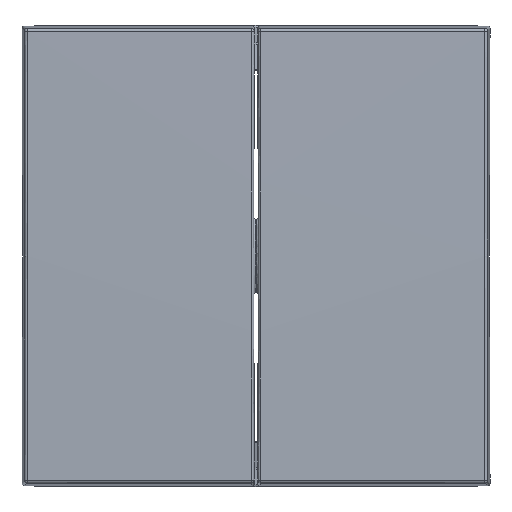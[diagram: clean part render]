
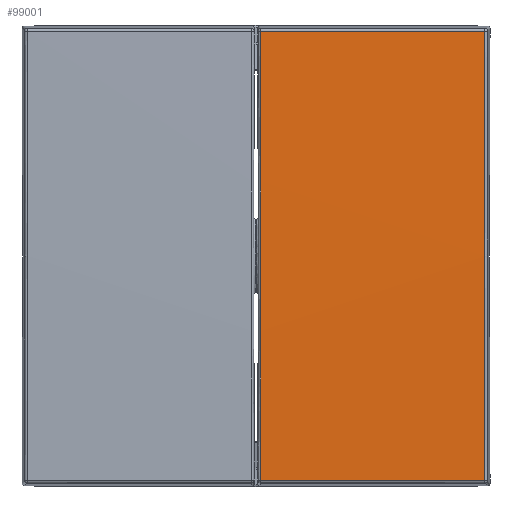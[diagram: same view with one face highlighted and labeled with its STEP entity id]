
A CAD part, top view. The second image highlights one B-rep face of the part: STEP entity #99001.
In plain terms, the highlighted cylindrical face has radius 1600 mm (diameter 3200 mm), a partial arc.
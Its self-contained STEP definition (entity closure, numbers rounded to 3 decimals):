
#75075=DIRECTION('',(1.,-0.011,0.));
#75076=VECTOR('',#75075,26.642);
#75077=CARTESIAN_POINT('',(0.565,8.004,
-26.695));
#75078=LINE('70821',#75077,#75076);
#75079=CARTESIAN_POINT('',(27.205,7.716,
-26.707));
#75080=CARTESIAN_POINT('',(27.203,7.776,
-23.124));
#75081=CARTESIAN_POINT('',(27.199,7.871,
-16.006));
#75082=CARTESIAN_POINT('',(27.196,7.94,
-5.743));
#75083=CARTESIAN_POINT('',(27.196,7.944,4.912));
#75084=CARTESIAN_POINT('',(27.199,7.874,15.785));
#75085=CARTESIAN_POINT('',(27.203,7.777,23.056));
#75086=CARTESIAN_POINT('',(27.205,7.716,26.707));
#75088=DIRECTION('',(-1.,0.011,0.));
#75089=VECTOR('',#75088,26.642);
#75090=CARTESIAN_POINT('',(27.205,7.716,26.707));
#75091=LINE('70827',#75090,#75089);
#75092=CARTESIAN_POINT('',(-16.697,-1591.68,0.));
#75093=DIRECTION('',(-1.,0.011,0.));
#75094=DIRECTION('',(0.011,1.,0.017));
#75095=AXIS2_PLACEMENT_3D('',#75092,#75093,#75094);
#83243=CARTESIAN_POINT('',(0.565,8.004,
-26.695));
#83244=CARTESIAN_POINT('',(27.205,7.716,
-26.707));
#83245=VERTEX_POINT('',#83243);
#83246=VERTEX_POINT('',#83244);
#83250=VERTEX_POINT('',#75086);
#83255=CARTESIAN_POINT('',(0.565,8.004,
26.695));
#83256=VERTEX_POINT('',#83255);
#98989=CARTESIAN_POINT('',(-45.059,-1591.374,0.));
#98990=DIRECTION('',(1.,-0.011,0.));
#98991=DIRECTION('',(0.,0.,-1.));
#98992=AXIS2_PLACEMENT_3D('',#98989,#98990,#98991);
#98993=CYLINDRICAL_SURFACE('70810',#98992,1600.);
#98995=ORIENTED_EDGE('70821',*,*,#98994,.T.);
#98996=ORIENTED_EDGE('70824',*,*,#98930,.T.);
#98997=ORIENTED_EDGE('70827',*,*,#98983,.T.);
#98998=ORIENTED_EDGE('70830',*,*,#98594,.T.);
#98999=EDGE_LOOP('70810',(#98995,#98996,#98997,#98998));
#99000=FACE_OUTER_BOUND('70810',#98999,.F.);
#75087=B_SPLINE_CURVE_WITH_KNOTS('70824',3,(#75079,#75080,#75081,#75082,#75083,
#75084,#75085,#75086),.UNSPECIFIED.,.F.,.F.,(4,1,1,1,1,4),(0.,0.2,0.4,
0.6,0.8,1.),.UNSPECIFIED.);
#75096=CIRCLE('70830',#75095,1600.);
#98594=EDGE_CURVE('70830',#83256,#83245,#75096,.T.);
#98930=EDGE_CURVE('70824',#83246,#83250,#75087,.T.);
#98983=EDGE_CURVE('70827',#83250,#83256,#75091,.T.);
#98994=EDGE_CURVE('70821',#83245,#83246,#75078,.T.);
#99001=ADVANCED_FACE('70810',(#99000),#98993,.T.);
